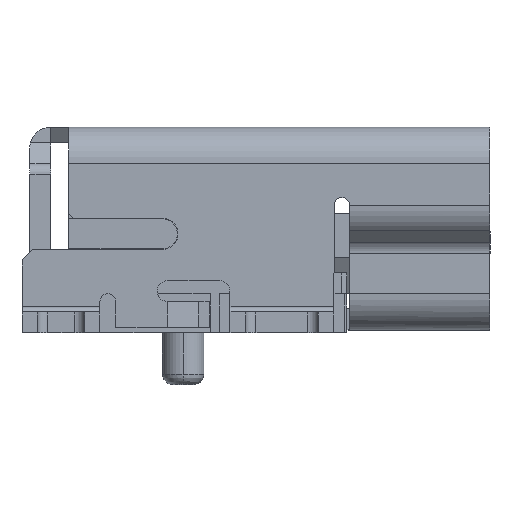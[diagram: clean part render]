
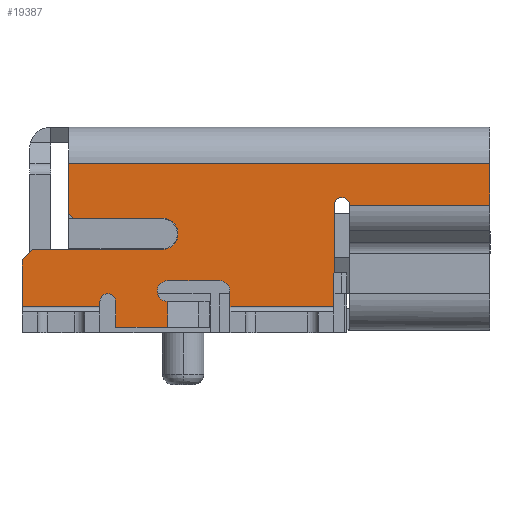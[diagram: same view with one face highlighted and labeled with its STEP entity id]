
A CAD part, left-side view. The second image highlights one B-rep face of the part: STEP entity #19387.
In plain terms, the highlighted planar face has unit normal (-1, 0, 0).
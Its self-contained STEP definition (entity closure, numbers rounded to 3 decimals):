
#4668=DIRECTION('',(0.,0.,1.));
#4669=VECTOR('',#4668,0.797);
#4670=CARTESIAN_POINT('',(-3.85,-5.9,2.453));
#4671=LINE('',#4670,#4669);
#5537=DIRECTION('',(0.,-1.,0.));
#5538=VECTOR('',#5537,2.7);
#5539=CARTESIAN_POINT('',(-3.85,-3.2,2.453));
#5540=LINE('',#5539,#5538);
#5544=CARTESIAN_POINT('',(-3.85,-3.2,2.453));
#5629=DIRECTION('',(0.,0.,1.));
#5630=VECTOR('',#5629,1.953);
#5631=CARTESIAN_POINT('',(-3.85,-2.9,0.5));
#5632=LINE('',#5631,#5630);
#5636=CARTESIAN_POINT('',(-3.85,-2.9,2.453));
#6015=DIRECTION('',(0.,0.,1.));
#6016=VECTOR('',#6015,0.1);
#6017=CARTESIAN_POINT('',(-3.85,1.6,0.5));
#6018=LINE('',#6017,#6016);
#6185=DIRECTION('',(0.,-1.,0.));
#6186=VECTOR('',#6185,1.5);
#6187=CARTESIAN_POINT('',(-3.85,3.1,0.5));
#6188=LINE('',#6187,#6186);
#6199=DIRECTION('',(0.,0.707,0.707));
#6200=VECTOR('',#6199,0.141);
#6201=CARTESIAN_POINT('',(-3.85,2.1,2.2));
#6202=LINE('',#6201,#6200);
#6206=DIRECTION('',(0.,0.,1.));
#6207=VECTOR('',#6206,0.95);
#6208=CARTESIAN_POINT('',(-3.85,2.2,2.3));
#6209=LINE('',#6208,#6207);
#6213=CARTESIAN_POINT('',(-3.85,-3.05,2.45));
#6214=DIRECTION('',(-1.,0.,0.));
#6215=DIRECTION('',(0.,-1.,0.023));
#6216=AXIS2_PLACEMENT_3D('',#6213,#6214,#6215);
#6221=DIRECTION('',(0.,0.,1.));
#6222=VECTOR('',#6221,0.3);
#6223=CARTESIAN_POINT('',(-3.85,-0.9,0.5));
#6224=LINE('',#6223,#6222);
#6228=CARTESIAN_POINT('',(-3.85,-0.7,0.8));
#6229=DIRECTION('',(-1.,0.,0.));
#6230=DIRECTION('',(0.,-1.,0.));
#6231=AXIS2_PLACEMENT_3D('',#6228,#6229,#6230);
#6236=CARTESIAN_POINT('',(-3.85,0.3,0.8));
#6237=DIRECTION('',(-1.,0.,0.));
#6238=DIRECTION('',(0.,0.,1.));
#6239=AXIS2_PLACEMENT_3D('',#6236,#6237,#6238);
#6244=CARTESIAN_POINT('',(-3.85,0.3,0.8));
#6245=DIRECTION('',(-1.,0.,0.));
#6246=DIRECTION('',(0.,1.,0.));
#6247=AXIS2_PLACEMENT_3D('',#6244,#6245,#6246);
#6252=CARTESIAN_POINT('',(-3.85,1.45,0.6));
#6253=DIRECTION('',(-1.,0.,0.));
#6254=DIRECTION('',(0.,-1.,0.));
#6255=AXIS2_PLACEMENT_3D('',#6252,#6253,#6254);
#6260=DIRECTION('',(0.,0.,1.));
#6261=VECTOR('',#6260,0.9);
#6262=CARTESIAN_POINT('',(-3.85,3.1,0.5));
#6263=LINE('',#6262,#6261);
#6267=DIRECTION('',(0.,-0.707,0.707));
#6268=VECTOR('',#6267,0.283);
#6269=CARTESIAN_POINT('',(-3.85,3.1,1.4));
#6270=LINE('',#6269,#6268);
#6274=CARTESIAN_POINT('',(-3.85,0.4,1.9));
#6275=DIRECTION('',(-1.,0.,0.));
#6276=DIRECTION('',(0.,0.,-1.));
#6277=AXIS2_PLACEMENT_3D('',#6274,#6275,#6276);
#6282=CARTESIAN_POINT('',(-3.85,0.4,1.9));
#6283=DIRECTION('',(-1.,0.,0.));
#6284=DIRECTION('',(0.,-1.,0.));
#6285=AXIS2_PLACEMENT_3D('',#6282,#6283,#6284);
#6297=DIRECTION('',(0.,-1.,0.));
#6298=VECTOR('',#6297,1.7);
#6299=CARTESIAN_POINT('',(-3.85,2.1,2.2));
#6300=LINE('',#6299,#6298);
#6332=DIRECTION('',(0.,1.,0.));
#6333=VECTOR('',#6332,2.5);
#6334=CARTESIAN_POINT('',(-3.85,0.4,1.6));
#6335=LINE('',#6334,#6333);
#6346=DIRECTION('',(0.,1.,0.));
#6347=VECTOR('',#6346,8.1);
#6348=CARTESIAN_POINT('',(-3.85,-5.9,3.25));
#6349=LINE('',#6348,#6347);
#8281=DIRECTION('',(0.,-1.,0.));
#8282=VECTOR('',#8281,2.);
#8283=CARTESIAN_POINT('',(-3.85,-0.9,0.5));
#8284=LINE('',#8283,#8282);
#8532=DIRECTION('',(0.,-1.,0.));
#8533=VECTOR('',#8532,1.);
#8534=CARTESIAN_POINT('',(-3.85,0.3,1.));
#8535=LINE('',#8534,#8533);
#8604=DIRECTION('',(0.,-1.,0.));
#8605=VECTOR('',#8604,1.);
#8606=CARTESIAN_POINT('',(-3.85,1.3,0.1));
#8607=LINE('',#8606,#8605);
#8688=DIRECTION('',(0.,0.,1.));
#8689=VECTOR('',#8688,0.5);
#8690=CARTESIAN_POINT('',(-3.85,0.3,0.1));
#8691=LINE('',#8690,#8689);
#8695=DIRECTION('',(0.,0.,-1.));
#8696=VECTOR('',#8695,0.5);
#8697=CARTESIAN_POINT('',(-3.85,1.3,0.6));
#8698=LINE('',#8697,#8696);
#12298=CARTESIAN_POINT('',(-3.85,2.2,3.25));
#12299=VERTEX_POINT('',#12298);
#12300=CARTESIAN_POINT('',(-3.85,2.2,2.3));
#12301=VERTEX_POINT('',#12300);
#13410=CARTESIAN_POINT('',(-3.85,-5.9,2.453));
#13411=VERTEX_POINT('',#13410);
#13412=CARTESIAN_POINT('',(-3.85,-5.9,3.25));
#13413=VERTEX_POINT('',#13412);
#13579=VERTEX_POINT('',#5544);
#13580=VERTEX_POINT('',#5636);
#13599=CARTESIAN_POINT('',(-3.85,-2.9,0.5));
#13600=VERTEX_POINT('',#13599);
#13655=CARTESIAN_POINT('',(-3.85,3.1,1.4));
#13656=VERTEX_POINT('',#13655);
#13657=CARTESIAN_POINT('',(-3.85,3.1,0.5));
#13658=VERTEX_POINT('',#13657);
#13683=CARTESIAN_POINT('',(-3.85,1.6,0.5));
#13684=VERTEX_POINT('',#13683);
#13685=CARTESIAN_POINT('',(-3.85,1.6,0.6));
#13686=VERTEX_POINT('',#13685);
#13699=CARTESIAN_POINT('',(-3.85,2.1,2.2));
#13700=VERTEX_POINT('',#13699);
#13701=CARTESIAN_POINT('',(-3.85,-0.9,0.5));
#13702=VERTEX_POINT('',#13701);
#13703=CARTESIAN_POINT('',(-3.85,-0.9,0.8));
#13704=VERTEX_POINT('',#13703);
#13705=CARTESIAN_POINT('',(-3.85,-0.7,1.));
#13706=VERTEX_POINT('',#13705);
#13707=CARTESIAN_POINT('',(-3.85,0.3,1.));
#13708=VERTEX_POINT('',#13707);
#13709=CARTESIAN_POINT('',(-3.85,0.5,0.8));
#13710=VERTEX_POINT('',#13709);
#13711=CARTESIAN_POINT('',(-3.85,0.3,0.6));
#13712=VERTEX_POINT('',#13711);
#13713=CARTESIAN_POINT('',(-3.85,0.3,0.1));
#13714=VERTEX_POINT('',#13713);
#13715=CARTESIAN_POINT('',(-3.85,1.3,0.1));
#13716=VERTEX_POINT('',#13715);
#13717=CARTESIAN_POINT('',(-3.85,1.3,0.6));
#13718=VERTEX_POINT('',#13717);
#13719=CARTESIAN_POINT('',(-3.85,2.9,1.6));
#13720=VERTEX_POINT('',#13719);
#13721=CARTESIAN_POINT('',(-3.85,0.4,1.6));
#13722=VERTEX_POINT('',#13721);
#13723=CARTESIAN_POINT('',(-3.85,0.1,1.9));
#13724=VERTEX_POINT('',#13723);
#13725=CARTESIAN_POINT('',(-3.85,0.4,2.2));
#13726=VERTEX_POINT('',#13725);
#19338=CARTESIAN_POINT('',(-3.85,-5.9,2.453));
#19339=DIRECTION('',(-1.,0.,0.));
#19340=DIRECTION('',(0.,-1.,0.));
#19341=AXIS2_PLACEMENT_3D('',#19338,#19339,#19340);
#19342=PLANE('',#19341);
#19344=ORIENTED_EDGE('',*,*,#19343,.T.);
#19345=ORIENTED_EDGE('',*,*,#14469,.T.);
#19347=ORIENTED_EDGE('',*,*,#19346,.F.);
#19348=ORIENTED_EDGE('',*,*,#18201,.F.);
#19349=ORIENTED_EDGE('',*,*,#18851,.F.);
#19350=ORIENTED_EDGE('',*,*,#18863,.T.);
#19351=ORIENTED_EDGE('',*,*,#18895,.F.);
#19353=ORIENTED_EDGE('',*,*,#19352,.F.);
#19355=ORIENTED_EDGE('',*,*,#19354,.T.);
#19357=ORIENTED_EDGE('',*,*,#19356,.T.);
#19359=ORIENTED_EDGE('',*,*,#19358,.F.);
#19361=ORIENTED_EDGE('',*,*,#19360,.T.);
#19363=ORIENTED_EDGE('',*,*,#19362,.T.);
#19365=ORIENTED_EDGE('',*,*,#19364,.F.);
#19367=ORIENTED_EDGE('',*,*,#19366,.F.);
#19369=ORIENTED_EDGE('',*,*,#19368,.F.);
#19371=ORIENTED_EDGE('',*,*,#19370,.T.);
#19372=ORIENTED_EDGE('',*,*,#19190,.F.);
#19373=ORIENTED_EDGE('',*,*,#19331,.F.);
#19374=ORIENTED_EDGE('',*,*,#19137,.T.);
#19376=ORIENTED_EDGE('',*,*,#19375,.T.);
#19378=ORIENTED_EDGE('',*,*,#19377,.F.);
#19380=ORIENTED_EDGE('',*,*,#19379,.T.);
#19382=ORIENTED_EDGE('',*,*,#19381,.T.);
#19384=ORIENTED_EDGE('',*,*,#19383,.F.);
#19385=EDGE_LOOP('',(#19344,#19345,#19347,#19348,#19349,#19350,#19351,#19353,
#19355,#19357,#19359,#19361,#19363,#19365,#19367,#19369,#19371,#19372,#19373,
#19374,#19376,#19378,#19380,#19382,#19384));
#19386=FACE_OUTER_BOUND('',#19385,.F.);
#6217=CIRCLE('',#6216,0.15);
#6232=CIRCLE('',#6231,0.2);
#6240=CIRCLE('',#6239,0.2);
#6248=CIRCLE('',#6247,0.2);
#6256=CIRCLE('',#6255,0.15);
#6278=CIRCLE('',#6277,0.3);
#6286=CIRCLE('',#6285,0.3);
#14469=EDGE_CURVE('',#12301,#12299,#6209,.T.);
#18201=EDGE_CURVE('',#13411,#13413,#4671,.T.);
#18851=EDGE_CURVE('',#13579,#13411,#5540,.T.);
#18863=EDGE_CURVE('',#13579,#13580,#6217,.T.);
#18895=EDGE_CURVE('',#13600,#13580,#5632,.T.);
#19137=EDGE_CURVE('',#13658,#13656,#6263,.T.);
#19190=EDGE_CURVE('',#13684,#13686,#6018,.T.);
#19331=EDGE_CURVE('',#13658,#13684,#6188,.T.);
#19343=EDGE_CURVE('',#13700,#12301,#6202,.T.);
#19346=EDGE_CURVE('',#13413,#12299,#6349,.T.);
#19352=EDGE_CURVE('',#13702,#13600,#8284,.T.);
#19354=EDGE_CURVE('',#13702,#13704,#6224,.T.);
#19356=EDGE_CURVE('',#13704,#13706,#6232,.T.);
#19358=EDGE_CURVE('',#13708,#13706,#8535,.T.);
#19360=EDGE_CURVE('',#13708,#13710,#6240,.T.);
#19362=EDGE_CURVE('',#13710,#13712,#6248,.T.);
#19364=EDGE_CURVE('',#13714,#13712,#8691,.T.);
#19366=EDGE_CURVE('',#13716,#13714,#8607,.T.);
#19368=EDGE_CURVE('',#13718,#13716,#8698,.T.);
#19370=EDGE_CURVE('',#13718,#13686,#6256,.T.);
#19375=EDGE_CURVE('',#13656,#13720,#6270,.T.);
#19377=EDGE_CURVE('',#13722,#13720,#6335,.T.);
#19379=EDGE_CURVE('',#13722,#13724,#6278,.T.);
#19381=EDGE_CURVE('',#13724,#13726,#6286,.T.);
#19383=EDGE_CURVE('',#13700,#13726,#6300,.T.);
#19387=ADVANCED_FACE('',(#19386),#19342,.T.);
